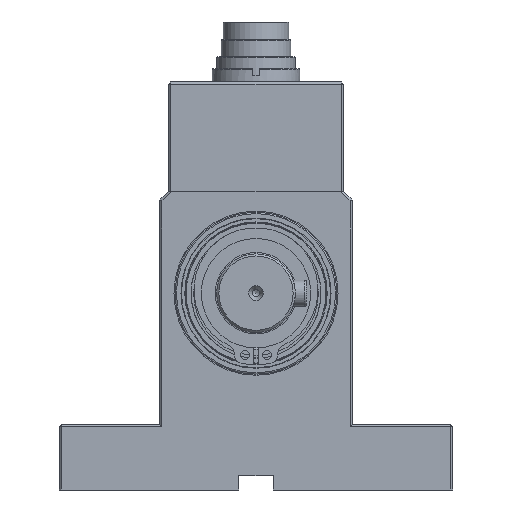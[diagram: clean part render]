
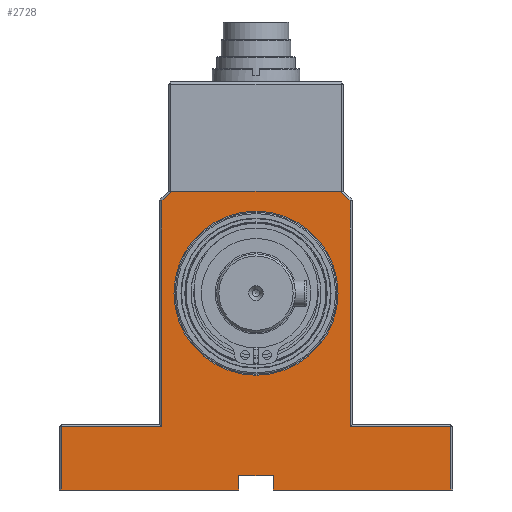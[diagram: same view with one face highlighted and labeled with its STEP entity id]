
A CAD part, left-side view. The second image highlights one B-rep face of the part: STEP entity #2728.
In plain terms, the highlighted face is planar.
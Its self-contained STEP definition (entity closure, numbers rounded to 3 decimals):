
#2728 = ADVANCED_FACE( '', ( #5389, #5390 ), #5391, .F. );
#5389 = FACE_OUTER_BOUND( '', #8316, .T. );
#5390 = FACE_BOUND( '', #8317, .T. );
#5391 = PLANE( '', #8318 );
#8316 = EDGE_LOOP( '', ( #12753, #12754, #12755, #12756, #12757, #12758, #12759, #12760, #12761, #12762, #12763, #12764, #12765, #12766 ) );
#8317 = EDGE_LOOP( '', ( #12767 ) );
#8318 = AXIS2_PLACEMENT_3D( '', #12768, #12769, #12770 );
#12753 = ORIENTED_EDGE( '', *, *, #13823, .T. );
#12754 = ORIENTED_EDGE( '', *, *, #13362, .T. );
#12755 = ORIENTED_EDGE( '', *, *, #13461, .F. );
#12756 = ORIENTED_EDGE( '', *, *, #14080, .T. );
#12757 = ORIENTED_EDGE( '', *, *, #13504, .T. );
#12758 = ORIENTED_EDGE( '', *, *, #14357, .T. );
#12759 = ORIENTED_EDGE( '', *, *, #13393, .T. );
#12760 = ORIENTED_EDGE( '', *, *, #13418, .F. );
#12761 = ORIENTED_EDGE( '', *, *, #14386, .F. );
#12762 = ORIENTED_EDGE( '', *, *, #13896, .F. );
#12763 = ORIENTED_EDGE( '', *, *, #14202, .T. );
#12764 = ORIENTED_EDGE( '', *, *, #14388, .F. );
#12765 = ORIENTED_EDGE( '', *, *, #14075, .T. );
#12766 = ORIENTED_EDGE( '', *, *, #14230, .T. );
#12767 = ORIENTED_EDGE( '', *, *, #14062, .T. );
#12768 = CARTESIAN_POINT( '', ( -45., 71.5, 0. ) );
#12769 = DIRECTION( '', ( 0., -1., 0. ) );
#12770 = DIRECTION( '', ( 0., 0., -1. ) );
#13362 = EDGE_CURVE( '', #14952, #14949, #14953, .T. );
#13393 = EDGE_CURVE( '', #14533, #15000, #15003, .T. );
#13418 = EDGE_CURVE( '', #15039, #15000, #15041, .T. );
#13461 = EDGE_CURVE( '', #15109, #14949, #15111, .T. );
#13504 = EDGE_CURVE( '', #15171, #15173, #15175, .T. );
#13823 = EDGE_CURVE( '', #15660, #14952, #15661, .T. );
#13896 = EDGE_CURVE( '', #15753, #15751, #15755, .T. );
#14062 = EDGE_CURVE( '', #15975, #15975, #15976, .T. );
#14075 = EDGE_CURVE( '', #15989, #14911, #15991, .T. );
#14080 = EDGE_CURVE( '', #15109, #15171, #15997, .T. );
#14202 = EDGE_CURVE( '', #15753, #16150, #16152, .T. );
#14230 = EDGE_CURVE( '', #14911, #15660, #16182, .T. );
#14357 = EDGE_CURVE( '', #15173, #14533, #16335, .T. );
#14386 = EDGE_CURVE( '', #15751, #15039, #16365, .T. );
#14388 = EDGE_CURVE( '', #15989, #16150, #16367, .T. );
#14533 = VERTEX_POINT( '', #16538 );
#14911 = VERTEX_POINT( '', #17118 );
#14949 = VERTEX_POINT( '', #17163 );
#14952 = VERTEX_POINT( '', #17167 );
#14953 = LINE( '', #17168, #17169 );
#15000 = VERTEX_POINT( '', #17225 );
#15003 = LINE( '', #17229, #17230 );
#15039 = VERTEX_POINT( '', #17281 );
#15041 = LINE( '', #17284, #17285 );
#15109 = VERTEX_POINT( '', #17369 );
#15111 = LINE( '', #17372, #17373 );
#15171 = VERTEX_POINT( '', #17443 );
#15173 = VERTEX_POINT( '', #17446 );
#15175 = LINE( '', #17449, #17450 );
#15660 = VERTEX_POINT( '', #18047 );
#15661 = LINE( '', #18048, #18049 );
#15751 = VERTEX_POINT( '', #18168 );
#15753 = VERTEX_POINT( '', #18171 );
#15755 = LINE( '', #18174, #18175 );
#15975 = VERTEX_POINT( '', #18438 );
#15976 = CIRCLE( '', #18439, 18.75 );
#15989 = VERTEX_POINT( '', #18455 );
#15991 = LINE( '', #18458, #18459 );
#15997 = LINE( '', #18466, #18467 );
#16150 = VERTEX_POINT( '', #18654 );
#16152 = LINE( '', #18657, #18658 );
#16182 = LINE( '', #18699, #18700 );
#16335 = LINE( '', #18869, #18870 );
#16365 = LINE( '', #18901, #18902 );
#16367 = LINE( '', #18904, #18905 );
#16538 = CARTESIAN_POINT( '', ( 44.5, 71.5, 14.5 ) );
#17118 = CARTESIAN_POINT( '', ( -44.5, 71.5, 14.5 ) );
#17163 = CARTESIAN_POINT( '', ( -19.293, 71.5, 68.3 ) );
#17167 = CARTESIAN_POINT( '', ( -21.5, 71.5, 66.093 ) );
#17168 = CARTESIAN_POINT( '', ( -19.646, 71.5, 67.946 ) );
#17169 = VECTOR( '', #19387, 1000. );
#17225 = CARTESIAN_POINT( '', ( 44.5, 71.5, 0. ) );
#17229 = CARTESIAN_POINT( '', ( 44.5, 71.5, 0. ) );
#17230 = VECTOR( '', #19428, 1000. );
#17281 = CARTESIAN_POINT( '', ( 4., 71.5, 0. ) );
#17284 = CARTESIAN_POINT( '', ( -45., 71.5, 0. ) );
#17285 = VECTOR( '', #19448, 1000. );
#17369 = CARTESIAN_POINT( '', ( 19.293, 71.5, 68.3 ) );
#17372 = CARTESIAN_POINT( '', ( 22., 71.5, 68.3 ) );
#17373 = VECTOR( '', #19508, 1000. );
#17443 = CARTESIAN_POINT( '', ( 21.5, 71.5, 66.093 ) );
#17446 = CARTESIAN_POINT( '', ( 21.5, 71.5, 14.5 ) );
#17449 = CARTESIAN_POINT( '', ( 21.5, 71.5, 15. ) );
#17450 = VECTOR( '', #19560, 1000. );
#18047 = CARTESIAN_POINT( '', ( -21.5, 71.5, 14.5 ) );
#18048 = CARTESIAN_POINT( '', ( -21.5, 71.5, 66.3 ) );
#18049 = VECTOR( '', #19997, 1000. );
#18168 = CARTESIAN_POINT( '', ( 4., 71.5, 3.3 ) );
#18171 = CARTESIAN_POINT( '', ( -4., 71.5, 3.3 ) );
#18174 = CARTESIAN_POINT( '', ( -4., 71.5, 3.3 ) );
#18175 = VECTOR( '', #20062, 1000. );
#18438 = CARTESIAN_POINT( '', ( -18.75, 71.5, 45. ) );
#18439 = AXIS2_PLACEMENT_3D( '', #20250, #20251, #20252 );
#18455 = CARTESIAN_POINT( '', ( -44.5, 71.5, 0. ) );
#18458 = CARTESIAN_POINT( '', ( -44.5, 71.5, 15. ) );
#18459 = VECTOR( '', #20260, 1000. );
#18466 = CARTESIAN_POINT( '', ( 21.646, 71.5, 65.946 ) );
#18467 = VECTOR( '', #20265, 1000. );
#18654 = CARTESIAN_POINT( '', ( -4., 71.5, 0. ) );
#18657 = CARTESIAN_POINT( '', ( -4., 71.5, 3.3 ) );
#18658 = VECTOR( '', #20397, 1000. );
#18699 = CARTESIAN_POINT( '', ( -22., 71.5, 14.5 ) );
#18700 = VECTOR( '', #20409, 1000. );
#18869 = CARTESIAN_POINT( '', ( 45., 71.5, 14.5 ) );
#18870 = VECTOR( '', #20513, 1000. );
#18901 = CARTESIAN_POINT( '', ( 4., 71.5, 3.3 ) );
#18902 = VECTOR( '', #20521, 1000. );
#18904 = CARTESIAN_POINT( '', ( -45., 71.5, 0. ) );
#18905 = VECTOR( '', #20522, 1000. );
#19387 = DIRECTION( '', ( 0.707, 0., 0.707 ) );
#19428 = DIRECTION( '', ( 0., 0., -1. ) );
#19448 = DIRECTION( '', ( 1., 0., 0. ) );
#19508 = DIRECTION( '', ( -1., 0., 0. ) );
#19560 = DIRECTION( '', ( 0., 0., -1. ) );
#19997 = DIRECTION( '', ( 0., 0., 1. ) );
#20062 = DIRECTION( '', ( 1., 0., 0. ) );
#20250 = CARTESIAN_POINT( '', ( 0., 71.5, 45. ) );
#20251 = DIRECTION( '', ( 0., -1., 0. ) );
#20252 = DIRECTION( '', ( -1., 0., 0. ) );
#20260 = DIRECTION( '', ( 0., 0., 1. ) );
#20265 = DIRECTION( '', ( 0.707, 0., -0.707 ) );
#20397 = DIRECTION( '', ( 0., 0., -1. ) );
#20409 = DIRECTION( '', ( 1., 0., 0. ) );
#20513 = DIRECTION( '', ( 1., 0., 0. ) );
#20521 = DIRECTION( '', ( 0., 0., -1. ) );
#20522 = DIRECTION( '', ( 1., 0., 0. ) );
